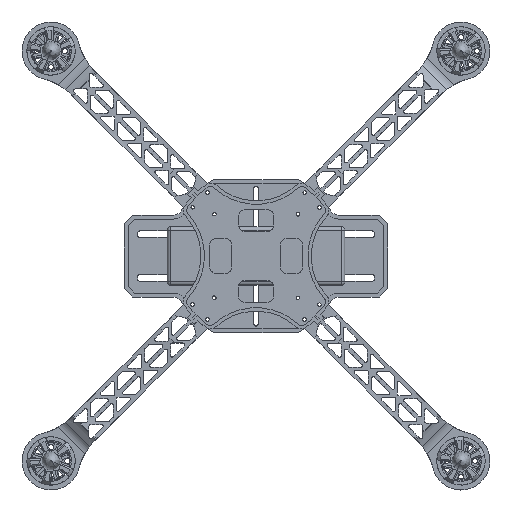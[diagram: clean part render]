
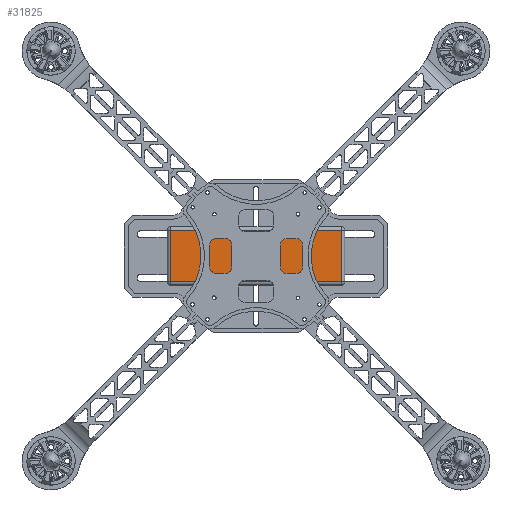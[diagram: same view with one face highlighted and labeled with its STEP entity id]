
A CAD part, top view. The second image highlights one B-rep face of the part: STEP entity #31825.
In plain terms, the highlighted face is planar.
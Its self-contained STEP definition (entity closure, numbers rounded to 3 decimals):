
#4774=FACE_OUTER_BOUND('',#6639,.T.);
#6639=EDGE_LOOP('',(#29343,#29344,#29345,#29346));
#10547=LINE('',#61422,#12948);
#10548=LINE('',#61424,#12949);
#10549=LINE('',#61426,#12950);
#10550=LINE('',#61427,#12951);
#12948=VECTOR('',#43738,99.);
#12949=VECTOR('',#43739,30.);
#12950=VECTOR('',#43740,99.);
#12951=VECTOR('',#43741,30.);
#15926=VERTEX_POINT('',#61420);
#15927=VERTEX_POINT('',#61421);
#15928=VERTEX_POINT('',#61423);
#15929=VERTEX_POINT('',#61425);
#20401=EDGE_CURVE('',#15926,#15927,#10547,.F.);
#20402=EDGE_CURVE('',#15927,#15928,#10548,.F.);
#20403=EDGE_CURVE('',#15928,#15929,#10549,.F.);
#20404=EDGE_CURVE('',#15929,#15926,#10550,.F.);
#29343=ORIENTED_EDGE('',*,*,#20401,.T.);
#29344=ORIENTED_EDGE('',*,*,#20402,.T.);
#29345=ORIENTED_EDGE('',*,*,#20403,.T.);
#29346=ORIENTED_EDGE('',*,*,#20404,.T.);
#30260=PLANE('',#35085);
#31825=ADVANCED_FACE('',(#4774),#30260,.F.);
#35085=AXIS2_PLACEMENT_3D('',#61419,#43736,#43737);
#43736=DIRECTION('center_axis',(0.,0.,1.));
#43737=DIRECTION('ref_axis',(1.,0.,0.));
#43738=DIRECTION('',(1.,0.,0.));
#43739=DIRECTION('',(0.,-1.,0.));
#43740=DIRECTION('',(-1.,0.,0.));
#43741=DIRECTION('',(0.,1.,0.));
#61419=CARTESIAN_POINT('Origin',(0.,0.,0.));
#61420=CARTESIAN_POINT('',(49.5,-15.,0.));
#61421=CARTESIAN_POINT('',(-49.5,-15.,0.));
#61422=CARTESIAN_POINT('',(-49.5,-15.,0.));
#61423=CARTESIAN_POINT('',(-49.5,15.,0.));
#61424=CARTESIAN_POINT('',(-49.5,15.,0.));
#61425=CARTESIAN_POINT('',(49.5,15.,0.));
#61426=CARTESIAN_POINT('',(49.5,15.,0.));
#61427=CARTESIAN_POINT('',(49.5,-15.,0.));
